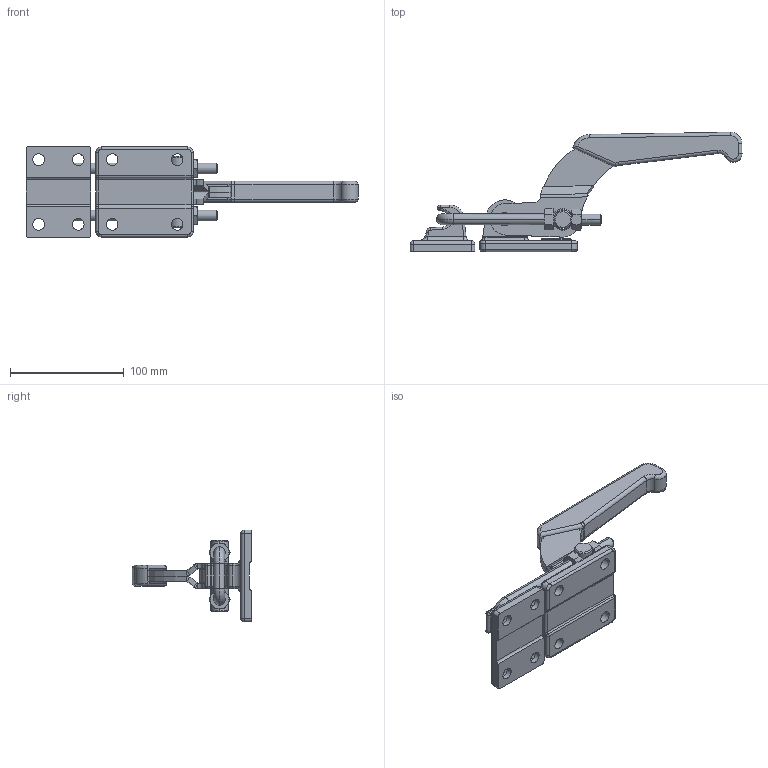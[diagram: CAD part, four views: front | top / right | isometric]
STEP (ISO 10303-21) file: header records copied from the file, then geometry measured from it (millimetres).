
FILE_DESCRIPTION (( 'STEP AP203' ), '1' );
FILE_NAME ('LU375.STEP', '2012-06-14T14:39:04', ( ' ' ), ( '' ), 'SwSTEP 2.0', 'SolidWorks 2012', '' );
FILE_SCHEMA (( 'CONFIG_CONTROL_DESIGN' ));
Length unit declared in the file: millimetre
Products named in the file (14): 14037001; 14037001-1; 44037034; 34038013_加工尺寸; 007-17_SCENE1; 44037044; 44037046; Hex Nut Style 1_AM_B18.2.4.1M - Hex nut, Style 1,  M10 x 1.5, with 16mm WAF --D-N; 44037040; 302-04; 40370SB; Part1; LU375; 44037035
Assembly tree (16 placements, depth 3):
  LU375
    40370SB
      34038013_加工尺寸
      44037034
      14037001
      14037001-1
      44037035
      44037046
      44037044
      44037040
      Hex Nut Style 1_AM_B18.2.4.1M - Hex nut, Style 1,  M10 x 1.5, with 16mm WAF --D-N  x4
    007-17_SCENE1
      302-04
    Part1
Bounding box: 292.41 x 105.14 x 81 mm (x, y, z)
Volume: 243928.3 mm3; surface area: 105186.2 mm2
Topology: 14 solids, 14 shells, 583 faces, 1410 edges, 849 vertices
Faces by surface type: cylinder 226, plane 185, cone 98, bspline 55, torus 15, sphere 4
Entity records: 22360 total; most frequent: CARTESIAN_POINT 9372, ORIENTED_EDGE 2436, DIRECTION 2362, EDGE_CURVE 1218, AXIS2_PLACEMENT_3D 935, VERTEX_POINT 747, EDGE_LOOP 541, FACE_OUTER_BOUND 499
